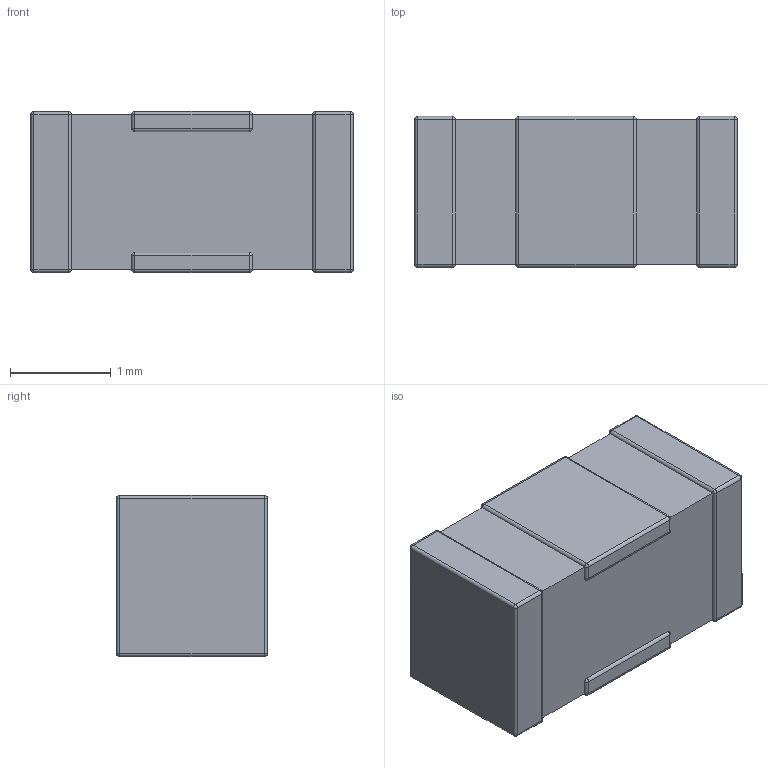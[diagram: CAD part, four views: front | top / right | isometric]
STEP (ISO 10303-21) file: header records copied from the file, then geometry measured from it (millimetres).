
FILE_DESCRIPTION (( 'STEP AP214' ), '1' );
FILE_NAME ('YFF31HC2A104MT000N.STEP', '2019-06-24T10:33:45', ( '' ), ( '' ), 'SwSTEP 2.0', 'SolidWorks 2017', '' );
FILE_SCHEMA (( 'AUTOMOTIVE_DESIGN' ));
Length unit declared in the file: millimetre
Products named in the file (1): YFF31HC2A104MT000N
Bounding box: 3.2 x 1.5 x 1.6 mm (x, y, z)
Volume: 7.4 mm3; surface area: 42.1 mm2
Topology: 5 solids, 5 shells, 122 faces, 272 edges, 128 vertices
Faces by surface type: cylinder 52, plane 38, sphere 32
Entity records: 3110 total; most frequent: DIRECTION 590, CARTESIAN_POINT 491, ORIENTED_EDGE 480, EDGE_CURVE 240, AXIS2_PLACEMENT_3D 227, LINE 136, VECTOR 136, VERTEX_POINT 128
